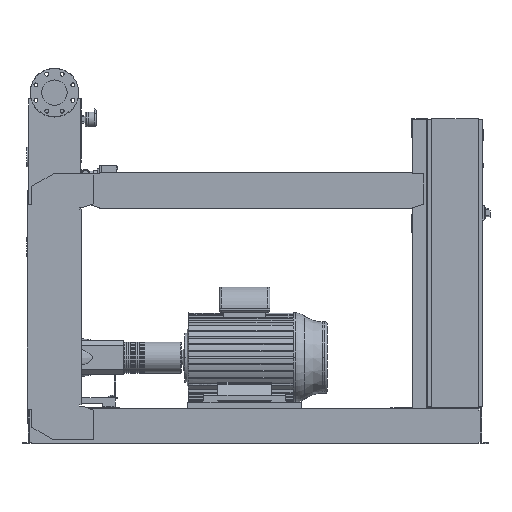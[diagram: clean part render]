
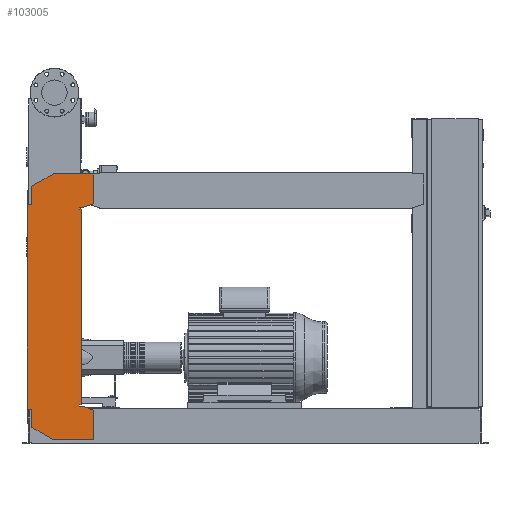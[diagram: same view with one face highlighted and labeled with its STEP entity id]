
A CAD part, front view. The second image highlights one B-rep face of the part: STEP entity #103005.
In plain terms, the highlighted free-form (B-spline) face has degree [1, 1] with [2, 2] control points.
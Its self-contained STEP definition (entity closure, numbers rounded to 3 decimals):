
#102490=CARTESIAN_POINT('',(-102.0,-322.5,1076.0));
#102491=VERTEX_POINT('',#102490);
#102498=CARTESIAN_POINT('',(-102.0,-322.5,1158.574));
#102499=VERTEX_POINT('',#102498);
#102500=CARTESIAN_POINT('',(-102.0,-322.5,1076.0));
#102501=DIRECTION('',(0.0,0.0,1.0));
#102502=VECTOR('',#102501,82.574);
#102503=LINE('',#102500,#102502);
#102504=EDGE_CURVE('',#102491,#102499,#102503,.T.);
#102522=CARTESIAN_POINT('',(-6.,-322.5,1214.0));
#102523=VERTEX_POINT('',#102522);
#102524=CARTESIAN_POINT('',(-102.0,-322.5,1158.574));
#102525=DIRECTION('',(0.866,0.0,0.5));
#102526=VECTOR('',#102525,110.851);
#102527=LINE('',#102524,#102526);
#102528=EDGE_CURVE('',#102499,#102523,#102527,.T.);
#102546=CARTESIAN_POINT('',(177.0,-322.5,1214.0));
#102547=VERTEX_POINT('',#102546);
#102548=CARTESIAN_POINT('',(-6.,-322.5,1214.0));
#102549=DIRECTION('',(1.0,0.0,0.0));
#102550=VECTOR('',#102549,183.0);
#102551=LINE('',#102548,#102550);
#102552=EDGE_CURVE('',#102523,#102547,#102551,.T.);
#102570=CARTESIAN_POINT('',(177.0,-322.5,1080.379));
#102571=VERTEX_POINT('',#102570);
#102572=CARTESIAN_POINT('',(177.0,-322.5,1214.0));
#102573=DIRECTION('',(0.0,0.0,-1.0));
#102574=VECTOR('',#102573,133.621);
#102575=LINE('',#102572,#102574);
#102576=EDGE_CURVE('',#102547,#102571,#102575,.T.);
#102594=CARTESIAN_POINT('',(132.,-322.5,1064.0));
#102595=VERTEX_POINT('',#102594);
#102596=CARTESIAN_POINT('',(177.0,-322.5,1080.379));
#102597=DIRECTION('',(-0.94,0.0,-0.342));
#102598=VECTOR('',#102597,47.888);
#102599=LINE('',#102596,#102598);
#102600=EDGE_CURVE('',#102571,#102595,#102599,.T.);
#102618=CARTESIAN_POINT('',(112.0,-322.5,1064.0));
#102619=VERTEX_POINT('',#102618);
#102620=CARTESIAN_POINT('',(132.,-322.5,1064.0));
#102621=DIRECTION('',(-1.0,0.0,0.0));
#102622=VECTOR('',#102621,20.);
#102623=LINE('',#102620,#102622);
#102624=EDGE_CURVE('',#102595,#102619,#102623,.T.);
#102642=CARTESIAN_POINT('',(112.0,-322.5,1056.0));
#102643=VERTEX_POINT('',#102642);
#102644=CARTESIAN_POINT('',(112.0,-322.5,1064.0));
#102645=DIRECTION('',(0.0,0.0,-1.0));
#102646=VECTOR('',#102645,8.0);
#102647=LINE('',#102644,#102646);
#102648=EDGE_CURVE('',#102619,#102643,#102647,.T.);
#102666=CARTESIAN_POINT('',(120.,-322.5,1056.0));
#102667=VERTEX_POINT('',#102666);
#102668=CARTESIAN_POINT('',(112.0,-322.5,1056.0));
#102669=DIRECTION('',(1.0,0.0,0.0));
#102670=VECTOR('',#102669,8.);
#102671=LINE('',#102668,#102670);
#102672=EDGE_CURVE('',#102643,#102667,#102671,.T.);
#102690=CARTESIAN_POINT('',(120.,-322.5,176.));
#102691=VERTEX_POINT('',#102690);
#102702=CARTESIAN_POINT('',(120.,-322.5,1056.0));
#102703=DIRECTION('',(0.0,0.0,-1.0));
#102704=VECTOR('',#102703,880.);
#102705=LINE('',#102702,#102704);
#102706=EDGE_CURVE('',#102667,#102691,#102705,.T.);
#102720=CARTESIAN_POINT('',(112.,-322.5,176.));
#102721=VERTEX_POINT('',#102720);
#102722=CARTESIAN_POINT('',(120.,-322.5,176.));
#102723=DIRECTION('',(-1.0,0.0,0.0));
#102724=VECTOR('',#102723,8.);
#102725=LINE('',#102722,#102724);
#102726=EDGE_CURVE('',#102691,#102721,#102725,.T.);
#102744=CARTESIAN_POINT('',(112.,-322.5,168.));
#102745=VERTEX_POINT('',#102744);
#102746=CARTESIAN_POINT('',(112.,-322.5,176.));
#102747=DIRECTION('',(0.0,0.0,-1.0));
#102748=VECTOR('',#102747,8.0);
#102749=LINE('',#102746,#102748);
#102750=EDGE_CURVE('',#102721,#102745,#102749,.T.);
#102768=CARTESIAN_POINT('',(132.,-322.5,168.));
#102769=VERTEX_POINT('',#102768);
#102770=CARTESIAN_POINT('',(112.,-322.5,168.));
#102771=DIRECTION('',(1.0,0.0,0.0));
#102772=VECTOR('',#102771,20.0);
#102773=LINE('',#102770,#102772);
#102774=EDGE_CURVE('',#102745,#102769,#102773,.T.);
#102792=CARTESIAN_POINT('',(177.,-322.5,151.621));
#102793=VERTEX_POINT('',#102792);
#102794=CARTESIAN_POINT('',(132.,-322.5,168.));
#102795=DIRECTION('',(0.94,0.0,-0.342));
#102796=VECTOR('',#102795,47.888);
#102797=LINE('',#102794,#102796);
#102798=EDGE_CURVE('',#102769,#102793,#102797,.T.);
#102816=CARTESIAN_POINT('',(177.,-322.5,18.0));
#102817=VERTEX_POINT('',#102816);
#102818=CARTESIAN_POINT('',(177.,-322.5,151.621));
#102819=DIRECTION('',(0.0,0.0,-1.0));
#102820=VECTOR('',#102819,133.621);
#102821=LINE('',#102818,#102820);
#102822=EDGE_CURVE('',#102793,#102817,#102821,.T.);
#102840=CARTESIAN_POINT('',(-4.,-322.5,18.0));
#102841=VERTEX_POINT('',#102840);
#102842=CARTESIAN_POINT('',(177.,-322.5,18.0));
#102843=DIRECTION('',(-1.0,0.0,0.0));
#102844=VECTOR('',#102843,181.);
#102845=LINE('',#102842,#102844);
#102846=EDGE_CURVE('',#102817,#102841,#102845,.T.);
#102864=CARTESIAN_POINT('',(-102.,-322.5,74.58));
#102865=VERTEX_POINT('',#102864);
#102866=CARTESIAN_POINT('',(-4.,-322.5,18.0));
#102867=DIRECTION('',(-0.866,0.,0.5));
#102868=VECTOR('',#102867,113.161);
#102869=LINE('',#102866,#102868);
#102870=EDGE_CURVE('',#102841,#102865,#102869,.T.);
#102888=CARTESIAN_POINT('',(-102.,-322.5,156.0));
#102889=VERTEX_POINT('',#102888);
#102890=CARTESIAN_POINT('',(-102.,-322.5,74.58));
#102891=DIRECTION('',(0.0,0.0,1.0));
#102892=VECTOR('',#102891,81.42);
#102893=LINE('',#102890,#102892);
#102894=EDGE_CURVE('',#102865,#102889,#102893,.T.);
#102912=CARTESIAN_POINT('',(-122.,-322.5,156.0));
#102913=VERTEX_POINT('',#102912);
#102914=CARTESIAN_POINT('',(-102.,-322.5,156.0));
#102915=DIRECTION('',(-1.0,0.0,0.0));
#102916=VECTOR('',#102915,20.0);
#102917=LINE('',#102914,#102916);
#102918=EDGE_CURVE('',#102889,#102913,#102917,.T.);
#102936=CARTESIAN_POINT('',(-122.0,-322.5,1076.0));
#102937=VERTEX_POINT('',#102936);
#102950=CARTESIAN_POINT('',(-122.,-322.5,156.0));
#102951=DIRECTION('',(0.0,0.0,1.0));
#102952=VECTOR('',#102951,920.0);
#102953=LINE('',#102950,#102952);
#102954=EDGE_CURVE('',#102913,#102937,#102953,.T.);
#102968=CARTESIAN_POINT('',(-122.0,-322.5,1076.0));
#102969=DIRECTION('',(1.0,0.0,0.0));
#102970=VECTOR('',#102969,20.0);
#102971=LINE('',#102968,#102970);
#102972=EDGE_CURVE('',#102937,#102491,#102971,.T.);
#102978=CARTESIAN_POINT('',(-122.,-322.5,18.0));
#102979=CARTESIAN_POINT('',(177.0,-322.5,18.0));
#102980=CARTESIAN_POINT('',(-122.,-322.5,1214.0));
#102981=CARTESIAN_POINT('',(177.0,-322.5,1214.0));
#102982=B_SPLINE_SURFACE_WITH_KNOTS('',1,1,((#102978,#102980),(#102979,#102981)),.UNSPECIFIED.,.F.,.F.,.U.,(2,2),(2,2),(0.0,299.),(0.0,1196.0),.UNSPECIFIED.);
#102983=ORIENTED_EDGE('',*,*,#102972,.F.);
#102984=ORIENTED_EDGE('',*,*,#102954,.F.);
#102985=ORIENTED_EDGE('',*,*,#102918,.F.);
#102986=ORIENTED_EDGE('',*,*,#102894,.F.);
#102987=ORIENTED_EDGE('',*,*,#102870,.F.);
#102988=ORIENTED_EDGE('',*,*,#102846,.F.);
#102989=ORIENTED_EDGE('',*,*,#102822,.F.);
#102990=ORIENTED_EDGE('',*,*,#102798,.F.);
#102991=ORIENTED_EDGE('',*,*,#102774,.F.);
#102992=ORIENTED_EDGE('',*,*,#102750,.F.);
#102993=ORIENTED_EDGE('',*,*,#102726,.F.);
#102994=ORIENTED_EDGE('',*,*,#102706,.F.);
#102995=ORIENTED_EDGE('',*,*,#102672,.F.);
#102996=ORIENTED_EDGE('',*,*,#102648,.F.);
#102997=ORIENTED_EDGE('',*,*,#102624,.F.);
#102998=ORIENTED_EDGE('',*,*,#102600,.F.);
#102999=ORIENTED_EDGE('',*,*,#102576,.F.);
#103000=ORIENTED_EDGE('',*,*,#102552,.F.);
#103001=ORIENTED_EDGE('',*,*,#102528,.F.);
#103002=ORIENTED_EDGE('',*,*,#102504,.F.);
#103003=EDGE_LOOP('',(#102983,#102984,#102985,#102986,#102987,#102988,#102989,#102990,#102991,#102992,#102993,#102994,#102995,#102996,#102997,#102998,#102999,#103000,#103001,#103002));
#103004=FACE_OUTER_BOUND('',#103003,.T.);
#103005=ADVANCED_FACE('',(#103004),#102982,.T.);
